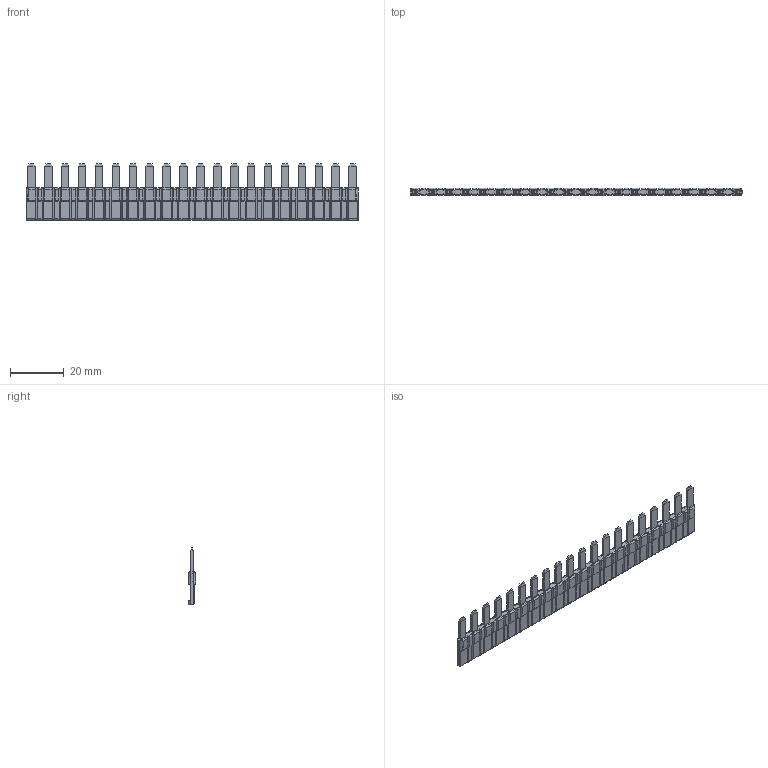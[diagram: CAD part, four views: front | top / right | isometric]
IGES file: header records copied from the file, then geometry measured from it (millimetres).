
Start section: SolidWorks IGES file using analytic representation for surfaces
Global section: file name: Z³¹cze grzebieniowe ZG20.IGS; native system: SolidWorks 2016; preprocessor: SolidWorks 2016; author: Kniterp; date: 160712.112423; units: millimetre
Bounding box: 123.7 x 2.8 x 21 mm (x, y, z)
Surface area: 7548.9 mm2 (no closed solid volume)
Topology: 0 solids, 0 shells, 2133 faces, 16326 edges, 16326 vertices
Faces by surface type: bspline 1930, revolution 203
